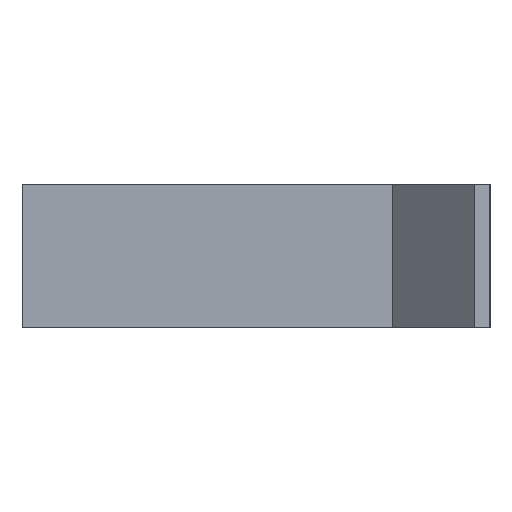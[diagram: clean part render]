
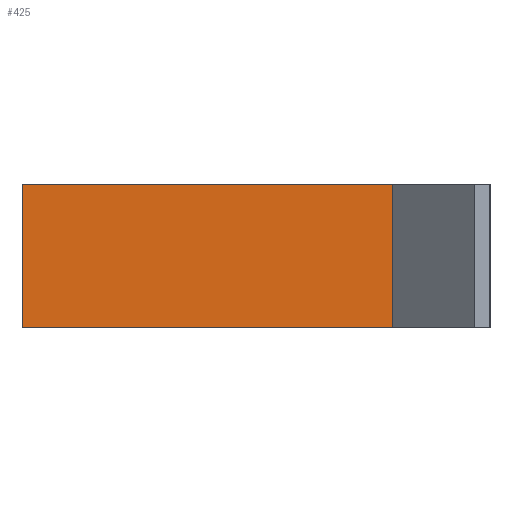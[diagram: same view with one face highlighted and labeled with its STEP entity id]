
A CAD part, left-side view. The second image highlights one B-rep face of the part: STEP entity #425.
In plain terms, the highlighted planar face has unit normal (-1, 0, 0).
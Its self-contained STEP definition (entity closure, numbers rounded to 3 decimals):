
#19=FACE_OUTER_BOUND('',#41,.T.);
#41=EDGE_LOOP('',(#295,#296,#297,#298));
#71=LINE('',#621,#131);
#72=LINE('',#624,#132);
#73=LINE('',#626,#133);
#74=LINE('',#627,#134);
#131=VECTOR('',#510,10.);
#132=VECTOR('',#513,10.);
#133=VECTOR('',#514,10.);
#134=VECTOR('',#515,10.);
#187=VERTEX_POINT('',#617);
#188=VERTEX_POINT('',#619);
#189=VERTEX_POINT('',#623);
#190=VERTEX_POINT('',#625);
#231=EDGE_CURVE('',#187,#188,#71,.T.);
#232=EDGE_CURVE('',#189,#187,#72,.T.);
#233=EDGE_CURVE('',#190,#188,#73,.T.);
#234=EDGE_CURVE('',#189,#190,#74,.T.);
#295=ORIENTED_EDGE('',*,*,#232,.T.);
#296=ORIENTED_EDGE('',*,*,#231,.T.);
#297=ORIENTED_EDGE('',*,*,#233,.F.);
#298=ORIENTED_EDGE('',*,*,#234,.F.);
#403=PLANE('',#470);
#425=ADVANCED_FACE('',(#19),#403,.T.);
#470=AXIS2_PLACEMENT_3D('',#622,#511,#512);
#510=DIRECTION('',(0.,0.,1.));
#511=DIRECTION('center_axis',(-1.,0.,0.));
#512=DIRECTION('ref_axis',(0.,-1.,0.));
#513=DIRECTION('',(0.,-1.,0.));
#514=DIRECTION('',(0.,-1.,0.));
#515=DIRECTION('',(0.,0.,1.));
#617=CARTESIAN_POINT('',(-14.2,0.497,0.));
#619=CARTESIAN_POINT('',(-14.2,0.497,8.));
#621=CARTESIAN_POINT('',(-14.2,0.497,0.));
#622=CARTESIAN_POINT('Origin',(-14.2,21.2,0.));
#623=CARTESIAN_POINT('',(-14.2,21.2,0.));
#624=CARTESIAN_POINT('',(-14.2,21.2,0.));
#625=CARTESIAN_POINT('',(-14.2,21.2,8.));
#626=CARTESIAN_POINT('',(-14.2,21.2,8.));
#627=CARTESIAN_POINT('',(-14.2,21.2,0.));
